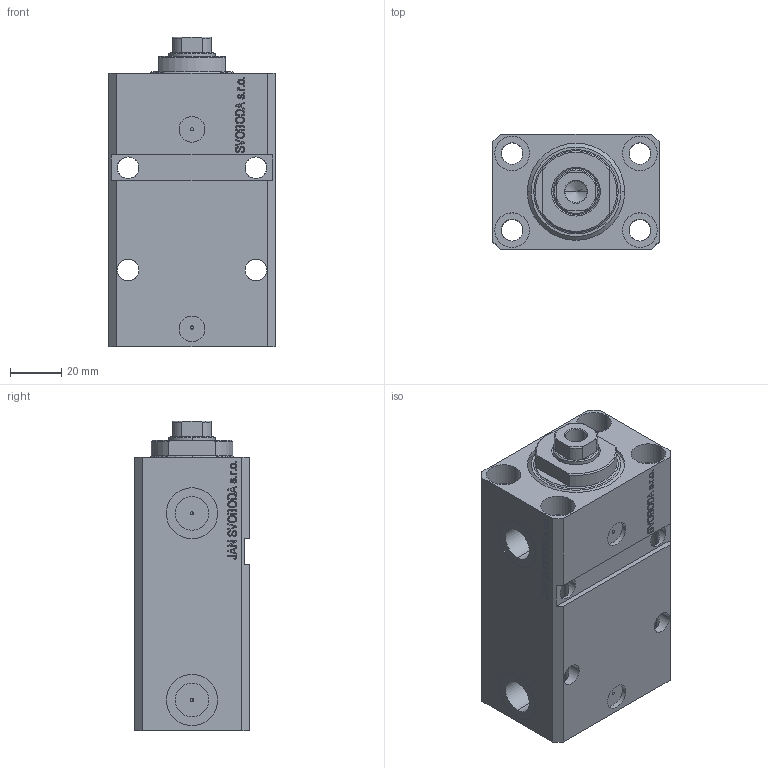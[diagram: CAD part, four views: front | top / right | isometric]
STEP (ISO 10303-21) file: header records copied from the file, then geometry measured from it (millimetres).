
FILE_DESCRIPTION (( 'STEP AP203' ), '1' );
FILE_NAME ('5b95.STEP', '2023-10-07T16:36:19', ( '' ), ( '' ), 'SwSTEP 2.0', 'SolidWorks 2019', '' );
FILE_SCHEMA (( 'CONFIG_CONTROL_DESIGN' ));
Length unit declared in the file: millimetre
Products named in the file (4): 5b95; V250CE_E_Body d85ca75f29a6389b9e30e6d868584c51; V250CE_VC_E d85ca75f29a6389b9e30e6d868584c51; V250CE_C_VCP d85ca75f29a6389b9e30e6d868584c51
Assembly tree (3 placements, depth 2):
  5b95
    V250CE_E_Body d85ca75f29a6389b9e30e6d868584c51
    V250CE_C_VCP d85ca75f29a6389b9e30e6d868584c51
    V250CE_VC_E d85ca75f29a6389b9e30e6d868584c51
Bounding box: 65 x 45 x 121 mm (x, y, z)
Volume: 261553.1 mm3; surface area: 66925.4 mm2
Topology: 3 solids, 3 shells, 917 faces, 2353 edges, 1532 vertices
Faces by surface type: plane 435, bspline 360, cylinder 104, cone 12, torus 6
Entity records: 44953 total; most frequent: CARTESIAN_POINT 24699, ORIENTED_EDGE 4702, DIRECTION 2867, EDGE_CURVE 2351, VERTEX_POINT 1532, LINE 1415, VECTOR 1415, EDGE_LOOP 1051
